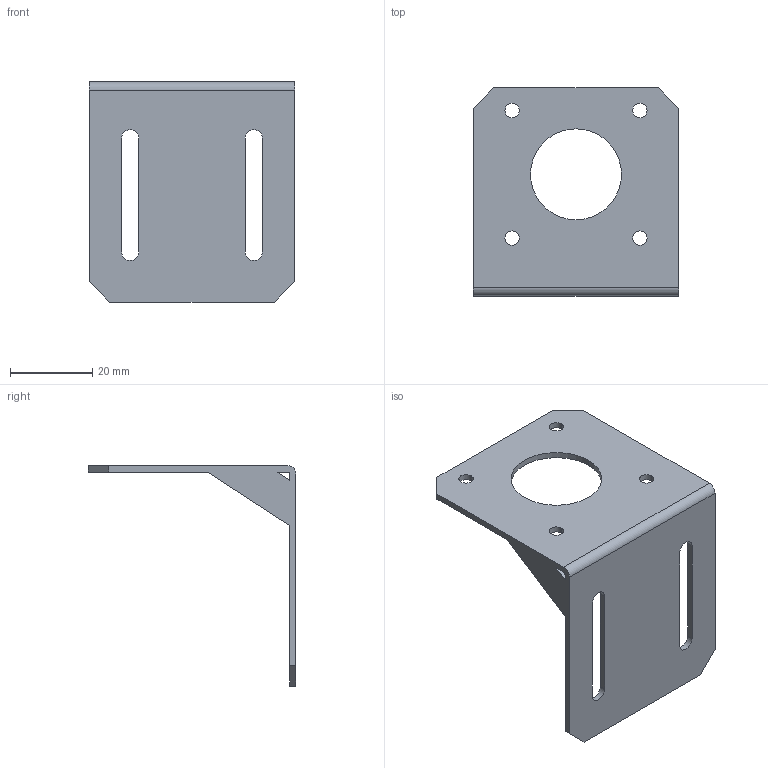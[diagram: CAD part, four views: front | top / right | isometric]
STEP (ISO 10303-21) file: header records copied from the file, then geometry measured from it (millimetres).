
FILE_DESCRIPTION (( 'STEP AP214' ), '1' );
FILE_NAME ('nema17_flange_mount.STEP', '2014-04-13T17:41:12', ( 'X7' ), ( '' ), 'SwSTEP 2.0', 'SolidWorks 2014', '' );
FILE_SCHEMA (( 'AUTOMOTIVE_DESIGN' ));
Length unit declared in the file: millimetre
Products named in the file (1): nema17_flange_mount
Bounding box: 50 x 50.5 x 53.5 mm (x, y, z)
Volume: 6930.8 mm3; surface area: 10053.3 mm2
Topology: 1 solids, 1 shells, 40 faces, 120 edges, 80 vertices
Faces by surface type: plane 22, cylinder 18
Entity records: 1430 total; most frequent: CARTESIAN_POINT 241, ORIENTED_EDGE 240, DIRECTION 238, EDGE_CURVE 120, VECTOR 84, LINE 84, VERTEX_POINT 80, AXIS2_PLACEMENT_3D 77
